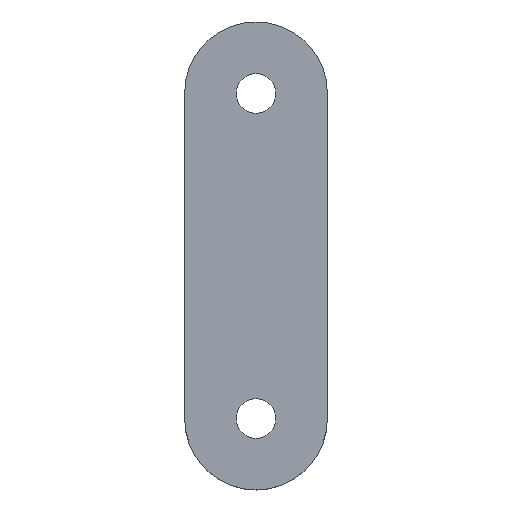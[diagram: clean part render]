
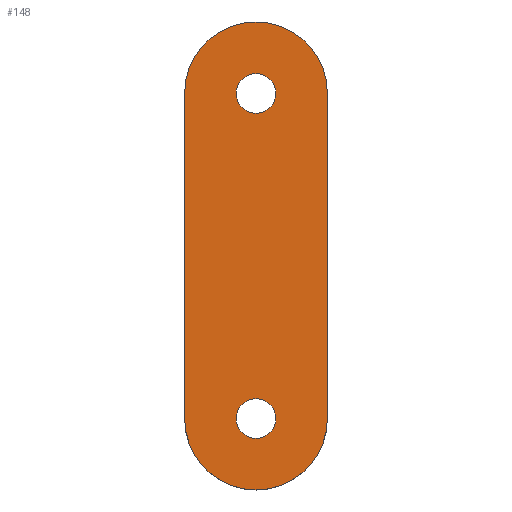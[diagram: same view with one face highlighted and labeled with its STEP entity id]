
A CAD part, top view. The second image highlights one B-rep face of the part: STEP entity #148.
In plain terms, the highlighted planar face has unit normal (0, 0, 1).
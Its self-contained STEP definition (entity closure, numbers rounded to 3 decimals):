
#17=FACE_BOUND('',#41,.T.);
#18=FACE_BOUND('',#42,.T.);
#22=PLANE('',#178);
#30=FACE_OUTER_BOUND('',#40,.T.);
#40=EDGE_LOOP('',(#131,#132,#133,#134));
#41=EDGE_LOOP('',(#135));
#42=EDGE_LOOP('',(#136));
#47=LINE('',#247,#57);
#51=LINE('',#258,#61);
#57=VECTOR('',#205,10.);
#61=VECTOR('',#217,10.);
#64=CIRCLE('',#165,1.25);
#66=CIRCLE('',#168,1.25);
#67=CIRCLE('',#170,4.5);
#69=CIRCLE('',#174,4.5);
#72=VERTEX_POINT('',#227);
#74=VERTEX_POINT('',#233);
#75=VERTEX_POINT('',#237);
#76=VERTEX_POINT('',#238);
#79=VERTEX_POINT('',#246);
#81=VERTEX_POINT('',#252);
#85=EDGE_CURVE('',#72,#72,#64,.T.);
#88=EDGE_CURVE('',#74,#74,#66,.T.);
#89=EDGE_CURVE('',#75,#76,#67,.T.);
#93=EDGE_CURVE('',#79,#75,#47,.T.);
#96=EDGE_CURVE('',#81,#79,#69,.T.);
#99=EDGE_CURVE('',#76,#81,#51,.T.);
#131=ORIENTED_EDGE('',*,*,#99,.F.);
#132=ORIENTED_EDGE('',*,*,#89,.F.);
#133=ORIENTED_EDGE('',*,*,#93,.F.);
#134=ORIENTED_EDGE('',*,*,#96,.F.);
#135=ORIENTED_EDGE('',*,*,#88,.F.);
#136=ORIENTED_EDGE('',*,*,#85,.F.);
#148=ADVANCED_FACE('',(#30,#17,#18),#22,.F.);
#165=AXIS2_PLACEMENT_3D('',#229,#186,#187);
#168=AXIS2_PLACEMENT_3D('',#235,#193,#194);
#170=AXIS2_PLACEMENT_3D('',#239,#197,#198);
#174=AXIS2_PLACEMENT_3D('',#253,#210,#211);
#178=AXIS2_PLACEMENT_3D('',#261,#221,#222);
#186=DIRECTION('center_axis',(0.,0.,
1.));
#187=DIRECTION('ref_axis',(-1.,0.,0.));
#193=DIRECTION('center_axis',(0.,0.,
1.));
#194=DIRECTION('ref_axis',(-1.,0.,0.));
#197=DIRECTION('center_axis',(0.,0.,
-1.));
#198=DIRECTION('ref_axis',(-1.,0.,0.));
#205=DIRECTION('',(0.,-1.,0.));
#210=DIRECTION('center_axis',(0.,0.,
-1.));
#211=DIRECTION('ref_axis',(-1.,0.,0.));
#217=DIRECTION('',(0.,1.,0.));
#221=DIRECTION('center_axis',(0.,0.,
-1.));
#222=DIRECTION('ref_axis',(-1.,0.,0.));
#227=CARTESIAN_POINT('',(-121.85,-153.3,-3.));
#229=CARTESIAN_POINT('Origin',(-123.1,-153.3,-3.));
#233=CARTESIAN_POINT('',(-121.85,-173.8,-3.));
#235=CARTESIAN_POINT('Origin',(-123.1,-173.8,-3.));
#237=CARTESIAN_POINT('',(-118.6,-173.8,-3.));
#238=CARTESIAN_POINT('',(-127.6,-173.8,-3.));
#239=CARTESIAN_POINT('Origin',(-123.1,-173.8,-3.));
#246=CARTESIAN_POINT('',(-118.6,-153.3,-3.));
#247=CARTESIAN_POINT('',(-118.6,-153.3,-3.));
#252=CARTESIAN_POINT('',(-127.6,-153.3,-3.));
#253=CARTESIAN_POINT('Origin',(-123.1,-153.3,-3.));
#258=CARTESIAN_POINT('',(-127.6,-173.8,-3.));
#261=CARTESIAN_POINT('Origin',(-123.1,-163.55,-3.));
